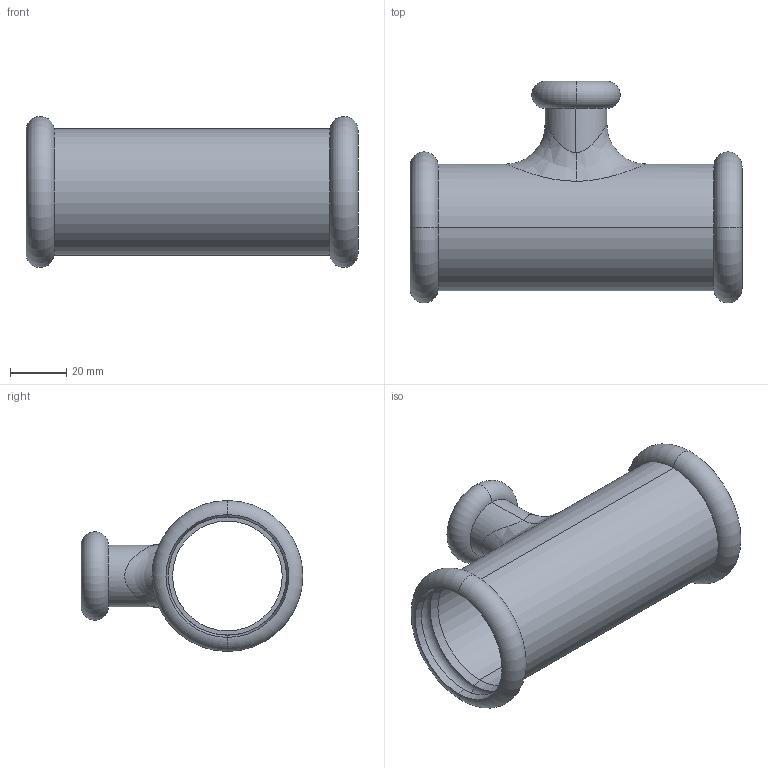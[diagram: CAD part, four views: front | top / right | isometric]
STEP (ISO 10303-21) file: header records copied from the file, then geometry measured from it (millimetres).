
FILE_DESCRIPTION (( 'STEP AP203' ), '1' );
FILE_NAME ('3D_PS761_42 x18 x 42_148541512.STEP', '2024-11-21T14:09:34', ( '' ), ( '' ), 'SwSTEP 2.0', 'SolidWorks 2023', '' );
FILE_SCHEMA (( 'CONFIG_CONTROL_DESIGN' ));
Length unit declared in the file: millimetre
Products named in the file (1): 3D_PS761_42 x18 x 42_148541512
Bounding box: 118 x 78.81 x 53.64 mm (x, y, z)
Volume: 42985.7 mm3; surface area: 40216.6 mm2
Topology: 1 solids, 1 shells, 42 faces, 90 edges, 50 vertices
Faces by surface type: cylinder 12, torus 12, cone 12, bspline 4, plane 2
Entity records: 2407 total; most frequent: CARTESIAN_POINT 1417, DIRECTION 210, ORIENTED_EDGE 180, AXIS2_PLACEMENT_3D 93, EDGE_CURVE 90, CIRCLE 54, VERTEX_POINT 50, EDGE_LOOP 46
